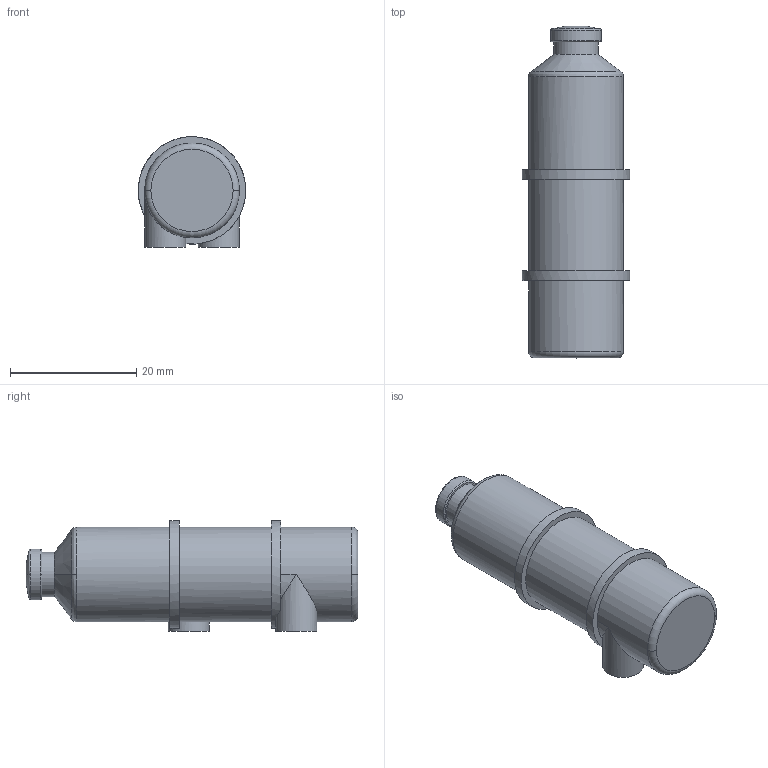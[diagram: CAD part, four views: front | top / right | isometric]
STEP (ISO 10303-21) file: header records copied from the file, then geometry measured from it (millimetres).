
FILE_DESCRIPTION(('FreeCAD Model'),'2;1');
FILE_NAME('Open CASCADE Shape Model','2022-12-31T17:00:35',(''),(''), 'Open CASCADE STEP processor 7.6','FreeCAD','Unknown');
FILE_SCHEMA(('AUTOMOTIVE_DESIGN { 1 0 10303 214 1 1 1 1 }'));
Length unit declared in the file: millimetre
Products named in the file (1): Body005
Bounding box: 17 x 52.5 x 17.5 mm (x, y, z)
Volume: 8663.9 mm3; surface area: 3059.2 mm2
Topology: 1 solids, 1 shells, 37 faces, 83 edges, 51 vertices
Faces by surface type: cylinder 13, plane 10, bspline 8, cone 4, torus 2
Full cylindrical faces by diameter (mm): 3.25 x2, 6.5 x2, 7 x1, 8 x1, 15 x3, 17 x1
Entity records: 3575 total; most frequent: CARTESIAN_POINT 2028, DIRECTION 251, ORIENTED_EDGE 166, PCURVE 166, DEFINITIONAL_REPRESENTATION 166, LINE 116, VECTOR 116, EDGE_CURVE 83
